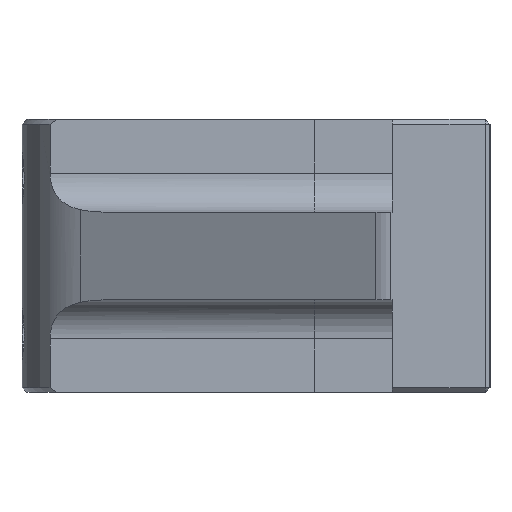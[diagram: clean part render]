
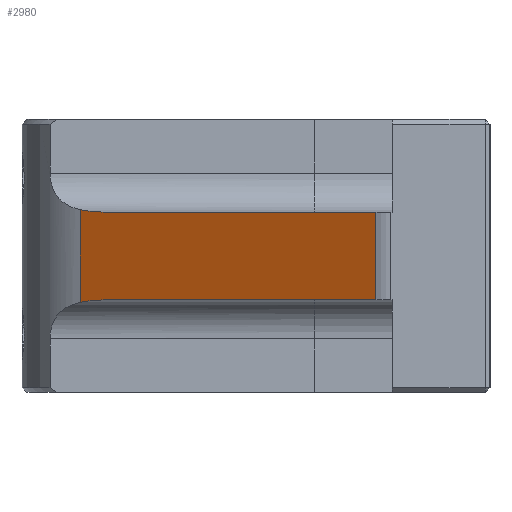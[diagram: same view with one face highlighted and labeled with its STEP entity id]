
A CAD part, left-side view. The second image highlights one B-rep face of the part: STEP entity #2980.
In plain terms, the highlighted planar face has unit normal (-0.866, 0.5, 0).
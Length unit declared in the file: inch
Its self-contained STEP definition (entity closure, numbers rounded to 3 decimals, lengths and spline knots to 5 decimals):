
#182 = VERTEX_POINT ( 'NONE', #2304 ) ;
#184 = VERTEX_POINT ( 'NONE', #2302 ) ;
#185 = VERTEX_POINT ( 'NONE', #2301 ) ;
#186 = VERTEX_POINT ( 'NONE', #2300 ) ;
#247 = VERTEX_POINT ( 'NONE', #2234 ) ;
#449 = EDGE_CURVE ( 'NONE', #247, #182, #6117, .T. ) ;
#450 = EDGE_CURVE ( 'NONE', #182, #186, #6120, .T. ) ;
#451 = EDGE_CURVE ( 'NONE', #186, #184, #6122, .T. ) ;
#452 = EDGE_CURVE ( 'NONE', #184, #185, #1162, .T. ) ;
#453 = EDGE_CURVE ( 'NONE', #185, #6524, #6124, .T. ) ;
#454 = EDGE_CURVE ( 'NONE', #6524, #247, #1163, .T. ) ;
#578 = CARTESIAN_POINT ( 'NONE',  ( -4.45476, 6., -0.5625 ) ) ;
#579 = DIRECTION ( 'NONE',  ( -0.5, -0.866, 0. ) ) ;
#580 = CARTESIAN_POINT ( 'NONE',  ( -7.07476, 1.46202, 1.75 ) ) ;
#581 = DIRECTION ( 'NONE',  ( 0., 0., 1. ) ) ;
#582 = CARTESIAN_POINT ( 'NONE',  ( -4.45476, 6., 0.5625 ) ) ;
#583 = DIRECTION ( 'NONE',  ( 0.5, 0.866, 0. ) ) ;
#584 = CARTESIAN_POINT ( 'NONE',  ( -5.0625, 4.94735, 0.5625 ) ) ;
#585 = CARTESIAN_POINT ( 'NONE',  ( -5.00268, 5.05096, 0.5625 ) ) ;
#586 = CARTESIAN_POINT ( 'NONE',  ( -4.94381, 5.15292, 0.57312 ) ) ;
#587 = CARTESIAN_POINT ( 'NONE',  ( -4.88777, 5.25, 0.59403 ) ) ;
#588 = CARTESIAN_POINT ( 'NONE',  ( -4.88777, 5.25, 1.75 ) ) ;
#589 = DIRECTION ( 'NONE',  ( 0., 0., -1. ) ) ;
#590 = CARTESIAN_POINT ( 'NONE',  ( -4.88777, 5.25, -0.59403 ) ) ;
#591 = CARTESIAN_POINT ( 'NONE',  ( -4.94381, 5.15292, -0.57312 ) ) ;
#592 = CARTESIAN_POINT ( 'NONE',  ( -5.00268, 5.05096, -0.5625 ) ) ;
#593 = CARTESIAN_POINT ( 'NONE',  ( -5.0625, 4.94735, -0.5625 ) ) ;
#1162 =( BOUNDED_CURVE ( )  B_SPLINE_CURVE ( 3, ( #584, #585, #586, #587 ),
 .UNSPECIFIED., .F., .T. ) 
 B_SPLINE_CURVE_WITH_KNOTS ( ( 4, 4 ),
 ( 4.71239, 5.06939 ),
 .UNSPECIFIED. ) 
 CURVE ( )  GEOMETRIC_REPRESENTATION_ITEM ( )  RATIONAL_B_SPLINE_CURVE ( ( 1., 0.989, 0.989, 1. ) ) 
 REPRESENTATION_ITEM ( '' )  );
#1163 =( BOUNDED_CURVE ( )  B_SPLINE_CURVE ( 3, ( #590, #591, #592, #593 ),
 .UNSPECIFIED., .F., .T. ) 
 B_SPLINE_CURVE_WITH_KNOTS ( ( 4, 4 ),
 ( 1.2138, 1.5708 ),
 .UNSPECIFIED. ) 
 CURVE ( )  GEOMETRIC_REPRESENTATION_ITEM ( )  RATIONAL_B_SPLINE_CURVE ( ( 1., 0.989, 0.989, 1. ) ) 
 REPRESENTATION_ITEM ( '' )  );
#1535 = FACE_OUTER_BOUND ( 'NONE', #5589, .T. ) ;
#2234 = CARTESIAN_POINT ( 'NONE',  ( -5.0625, 4.94735, -0.5625 ) ) ;
#2300 = CARTESIAN_POINT ( 'NONE',  ( -7.07476, 1.46202, 0.5625 ) ) ;
#2301 = CARTESIAN_POINT ( 'NONE',  ( -4.88777, 5.25, 0.59403 ) ) ;
#2302 = CARTESIAN_POINT ( 'NONE',  ( -5.0625, 4.94735, 0.5625 ) ) ;
#2304 = CARTESIAN_POINT ( 'NONE',  ( -7.07476, 1.46202, -0.5625 ) ) ;
#2566 = ORIENTED_EDGE ( 'NONE', *, *, #449, .T. ) ;
#2575 = ORIENTED_EDGE ( 'NONE', *, *, #450, .T. ) ;
#2584 = ORIENTED_EDGE ( 'NONE', *, *, #451, .T. ) ;
#2593 = ORIENTED_EDGE ( 'NONE', *, *, #452, .T. ) ;
#2602 = ORIENTED_EDGE ( 'NONE', *, *, #453, .T. ) ;
#2613 = ORIENTED_EDGE ( 'NONE', *, *, #454, .T. ) ;
#2980 = ADVANCED_FACE ( 'NONE', ( #1535 ), #3627, .F. ) ;
#3627 = PLANE ( 'NONE',  #6226 ) ;
#3628 = CARTESIAN_POINT ( 'NONE',  ( -4.45476, 6., 1.75 ) ) ;
#3629 = DIRECTION ( 'NONE',  ( 0.866, -0.5, 0. ) ) ;
#3630 = DIRECTION ( 'NONE',  ( 0.5, 0.866, 0. ) ) ;
#4144 = CARTESIAN_POINT ( 'NONE',  ( -4.88777, 5.25, -0.59403 ) ) ;
#5589 = EDGE_LOOP ( 'NONE', ( #2566, #2575, #2584, #2593, #2602, #2613 ) ) ;
#6117 = LINE ( 'NONE', #578, #6119 ) ;
#6119 = VECTOR ( 'NONE', #579, 39.37008 ) ;
#6120 = LINE ( 'NONE', #580, #6121 ) ;
#6121 = VECTOR ( 'NONE', #581, 39.37008 ) ;
#6122 = LINE ( 'NONE', #582, #6123 ) ;
#6123 = VECTOR ( 'NONE', #583, 39.37008 ) ;
#6124 = LINE ( 'NONE', #588, #6125 ) ;
#6125 = VECTOR ( 'NONE', #589, 39.37008 ) ;
#6226 = AXIS2_PLACEMENT_3D ( 'NONE', #3628, #3629, #3630 ) ;
#6524 = VERTEX_POINT ( 'NONE', #4144 ) ;
